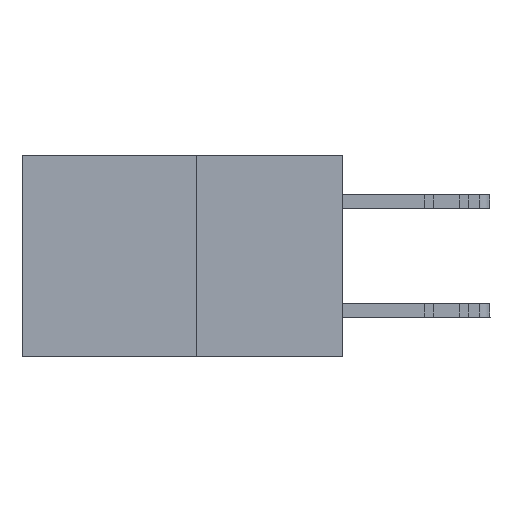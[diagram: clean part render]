
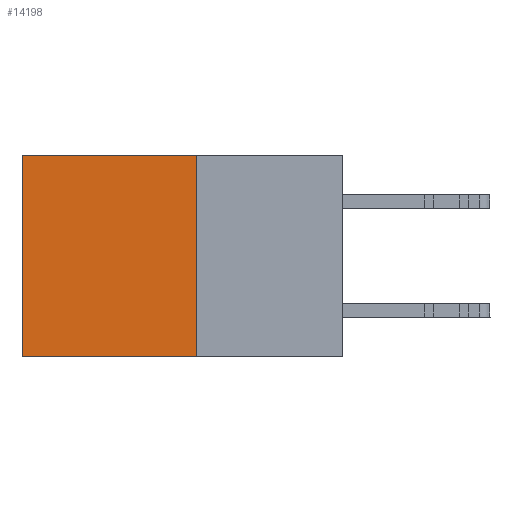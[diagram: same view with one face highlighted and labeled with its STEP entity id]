
A CAD part, left-side view. The second image highlights one B-rep face of the part: STEP entity #14198.
In plain terms, the highlighted planar face has unit normal (-1, 0, 0).
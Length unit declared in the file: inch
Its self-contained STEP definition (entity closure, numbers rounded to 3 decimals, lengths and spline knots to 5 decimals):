
#2779 = FACE_OUTER_BOUND ( 'NONE', #18455, .T. ) ;
#3047 = VECTOR ( 'NONE', #11026, 39.37008 ) ;
#3707 = EDGE_CURVE ( 'NONE', #7734, #10893, #12425, .T. ) ;
#4563 = CARTESIAN_POINT ( 'NONE',  ( 0.277, 0.59, 0. ) ) ;
#6129 = EDGE_CURVE ( 'NONE', #33078, #7734, #16455, .T. ) ;
#7700 = VECTOR ( 'NONE', #28018, 39.37008 ) ;
#7734 = VERTEX_POINT ( 'NONE', #4563 ) ;
#10124 = LINE ( 'NONE', #16244, #3047 ) ;
#10893 = VERTEX_POINT ( 'NONE', #17252 ) ;
#11026 = DIRECTION ( 'NONE',  ( 0., 0., -1. ) ) ;
#11599 = VECTOR ( 'NONE', #32053, 39.37008 ) ;
#11768 = DIRECTION ( 'NONE',  ( 1., 0., 0. ) ) ;
#12425 = LINE ( 'NONE', #32084, #11599 ) ;
#14198 = ADVANCED_FACE ( 'NONE', ( #2779 ), #16974, .F. ) ;
#14308 = ORIENTED_EDGE ( 'NONE', *, *, #32240, .F. ) ;
#14561 = AXIS2_PLACEMENT_3D ( 'NONE', #27592, #11768, #30197 ) ;
#14803 = CARTESIAN_POINT ( 'NONE',  ( 0.277, 0.27, -0.37 ) ) ;
#16122 = VERTEX_POINT ( 'NONE', #18160 ) ;
#16244 = CARTESIAN_POINT ( 'NONE',  ( 0.277, 0.27, -0.37 ) ) ;
#16455 = LINE ( 'NONE', #27862, #7700 ) ;
#16974 = PLANE ( 'NONE',  #14561 ) ;
#17229 = CARTESIAN_POINT ( 'NONE',  ( 0.277, 0.27, 0. ) ) ;
#17252 = CARTESIAN_POINT ( 'NONE',  ( 0.277, 0.59, -0.37 ) ) ;
#18160 = CARTESIAN_POINT ( 'NONE',  ( 0.277, 0.27, -0.37 ) ) ;
#18455 = EDGE_LOOP ( 'NONE', ( #19647, #27082, #14308, #30173 ) ) ;
#19647 = ORIENTED_EDGE ( 'NONE', *, *, #3707, .T. ) ;
#21176 = EDGE_CURVE ( 'NONE', #16122, #10893, #30867, .T. ) ;
#23906 = VECTOR ( 'NONE', #33265, 39.37008 ) ;
#27082 = ORIENTED_EDGE ( 'NONE', *, *, #21176, .F. ) ;
#27592 = CARTESIAN_POINT ( 'NONE',  ( 0.277, 0.27, -0.37 ) ) ;
#27862 = CARTESIAN_POINT ( 'NONE',  ( 0.277, 0.27, 0. ) ) ;
#28018 = DIRECTION ( 'NONE',  ( 0., 1., 0. ) ) ;
#30173 = ORIENTED_EDGE ( 'NONE', *, *, #6129, .T. ) ;
#30197 = DIRECTION ( 'NONE',  ( 0., 0., -1. ) ) ;
#30867 = LINE ( 'NONE', #14803, #23906 ) ;
#32053 = DIRECTION ( 'NONE',  ( 0., 0., -1. ) ) ;
#32084 = CARTESIAN_POINT ( 'NONE',  ( 0.277, 0.59, -0.37 ) ) ;
#32240 = EDGE_CURVE ( 'NONE', #33078, #16122, #10124, .T. ) ;
#33078 = VERTEX_POINT ( 'NONE', #17229 ) ;
#33265 = DIRECTION ( 'NONE',  ( 0., 1., 0. ) ) ;
